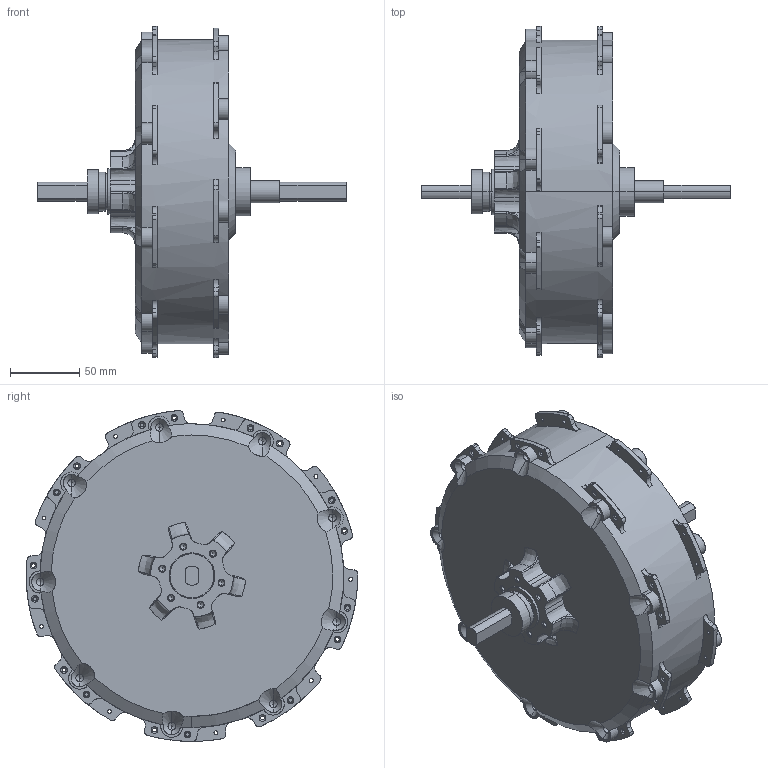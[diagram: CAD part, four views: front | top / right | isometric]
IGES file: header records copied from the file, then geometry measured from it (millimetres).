
Start section: SolidWorks IGES file using analytic representation for surfaces
Global section: file name: TC4080.IGS; native system: SolidWorks 2014; preprocessor: SolidWorks 2014; author: grin; date: 181228.012054; units: millimetre
Bounding box: 223.83 x 240.06 x 239.71 mm (x, y, z)
Surface area: 152901.7 mm2 (no closed solid volume)
Topology: 0 solids, 0 shells, 634 faces, 9457 edges, 9409 vertices
Faces by surface type: revolution 495, bspline 139
